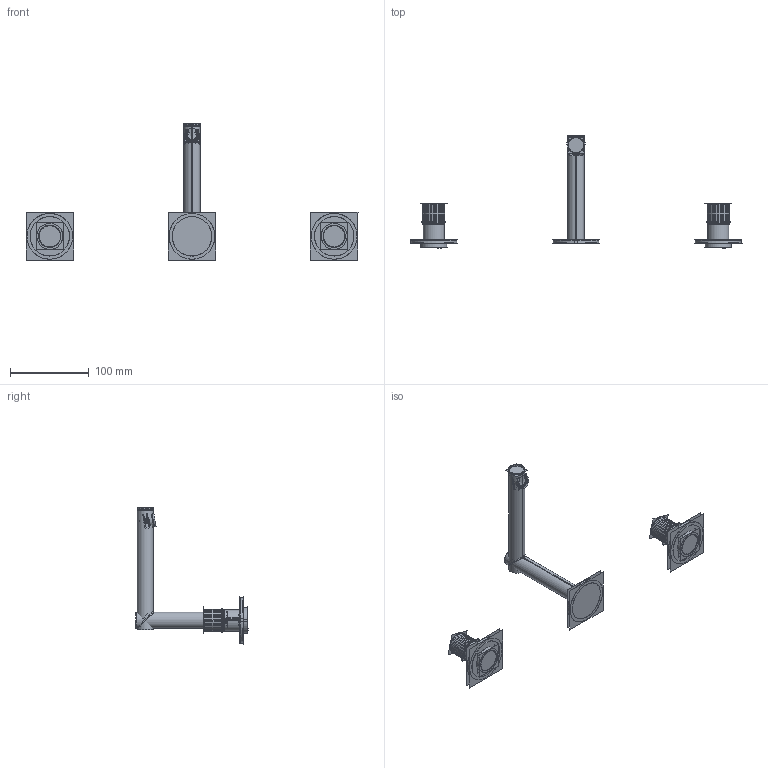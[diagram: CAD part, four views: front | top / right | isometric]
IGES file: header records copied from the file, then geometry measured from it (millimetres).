
Start section:  PTC IGES file: a42583.igs
Global section: file name: a42583.igs; native system: Creo Parametric by PTC Inc.; preprocessor: 2017380; author: enes.cakir; organization: Unknown; date: 20190117.120051; units: millimetre
Bounding box: 420.32 x 141.96 x 172.55 mm (x, y, z)
Surface area: 314607.6 mm2 (no closed solid volume)
Topology: 0 solids, 0 shells, 2072 faces, 30859 edges, 40600 vertices
Faces by surface type: revolution 1292, bspline 780
